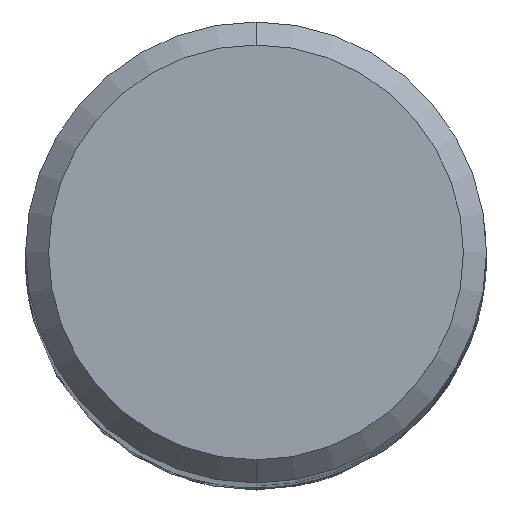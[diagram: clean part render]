
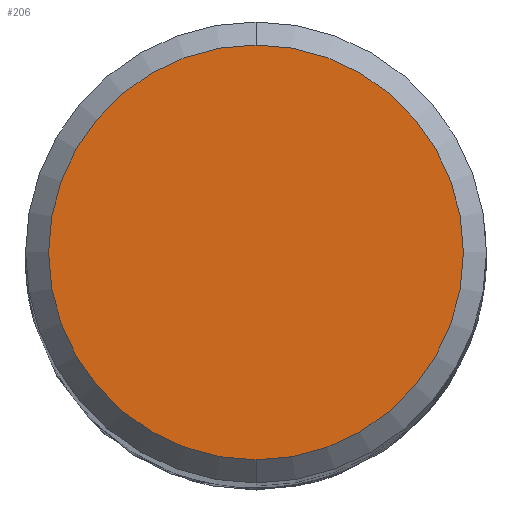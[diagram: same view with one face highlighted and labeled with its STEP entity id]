
A CAD part, top view. The second image highlights one B-rep face of the part: STEP entity #206.
In plain terms, the highlighted planar face has unit normal (0, 0, 1).
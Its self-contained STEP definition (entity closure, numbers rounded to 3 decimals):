
#206=ADVANCED_FACE('',(#498),#499,.T.);
#258=EDGE_CURVE('',#376,#264,#556,.T.);
#264=VERTEX_POINT('',#563);
#376=VERTEX_POINT('',#686);
#394=EDGE_CURVE('',#264,#376,#704,.T.);
#498=FACE_OUTER_BOUND('',#1269,.T.);
#499=PLANE('',#1270);
#556=CIRCLE('',#1810,5.4);
#563=CARTESIAN_POINT('',(0.,-5.4,0.0));
#686=CARTESIAN_POINT('',(0.0,5.4,0.0));
#704=CIRCLE('',#2876,5.4);
#1269=EDGE_LOOP('',(#3722,#3723));
#1270=AXIS2_PLACEMENT_3D('',#3724,#3725,#3726);
#1810=AXIS2_PLACEMENT_3D('',#3787,#3788,#3789);
#2876=AXIS2_PLACEMENT_3D('',#3948,#3949,#3950);
#3722=ORIENTED_EDGE('',*,*,#258,.F.);
#3723=ORIENTED_EDGE('',*,*,#394,.F.);
#3724=CARTESIAN_POINT('',(0.0,2.7,0.0));
#3725=DIRECTION('',(-0.0,0.0,1.0));
#3726=DIRECTION('',(0.0,-1.0,0.0));
#3787=CARTESIAN_POINT('',(0.0,0.0,0.0));
#3788=DIRECTION('',(0.0,0.0,-1.0));
#3789=DIRECTION('',(0.0,1.0,0.0));
#3948=CARTESIAN_POINT('',(0.0,0.0,0.0));
#3949=DIRECTION('',(0.0,0.0,-1.0));
#3950=DIRECTION('',(0.0,1.0,0.0));
